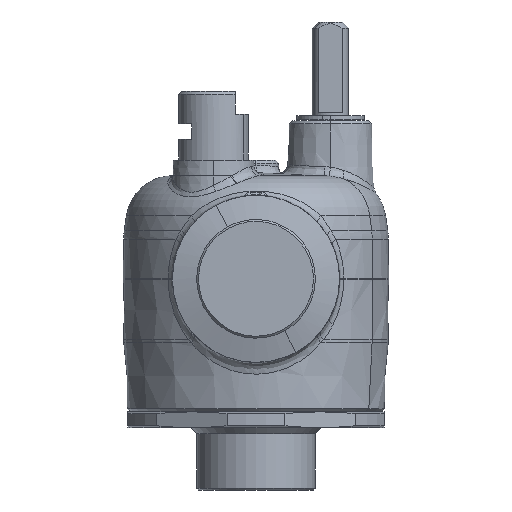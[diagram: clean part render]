
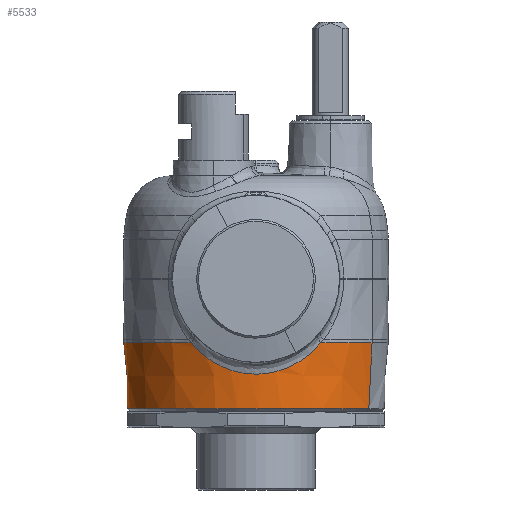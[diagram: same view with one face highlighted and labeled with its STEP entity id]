
A CAD part, left-side view. The second image highlights one B-rep face of the part: STEP entity #5533.
In plain terms, the highlighted conical face has half-angle 3.201 degrees and reference radius 20.436 mm.
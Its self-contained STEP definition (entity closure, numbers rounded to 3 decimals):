
#2981=CARTESIAN_POINT('Vertex',(-18.444,10.385,-10.244)) ;
#3135=CARTESIAN_POINT('Control Point',(-18.444,-10.385,-10.244)) ;
#3136=CARTESIAN_POINT('Control Point',(-18.539,-10.189,-10.479)) ;
#3137=CARTESIAN_POINT('Control Point',(-18.633,-9.991,-10.703)) ;
#3138=CARTESIAN_POINT('Control Point',(-18.725,-9.792,-10.918)) ;
#3139=CARTESIAN_POINT('Control Point',(-19.036,-9.098,-11.633)) ;
#3140=CARTESIAN_POINT('Control Point',(-19.323,-8.387,-12.25)) ;
#3141=CARTESIAN_POINT('Control Point',(-19.514,-7.873,-12.646)) ;
#3142=CARTESIAN_POINT('Control Point',(-19.978,-6.511,-13.581)) ;
#3143=CARTESIAN_POINT('Control Point',(-20.339,-5.109,-14.264)) ;
#3144=CARTESIAN_POINT('Control Point',(-20.52,-4.23,-14.6)) ;
#3145=CARTESIAN_POINT('Control Point',(-20.845,-2.156,-15.193)) ;
#3146=CARTESIAN_POINT('Control Point',(-20.933,-0.052,-15.347)) ;
#3147=CARTESIAN_POINT('Control Point',(-20.904,1.152,-15.296)) ;
#3148=CARTESIAN_POINT('Control Point',(-20.724,3.157,-14.977)) ;
#3149=CARTESIAN_POINT('Control Point',(-20.33,5.123,-14.247)) ;
#3150=CARTESIAN_POINT('Control Point',(-20.138,5.905,-13.884)) ;
#3151=CARTESIAN_POINT('Control Point',(-19.732,7.296,-13.099)) ;
#3152=CARTESIAN_POINT('Control Point',(-19.226,8.645,-12.046)) ;
#3153=CARTESIAN_POINT('Control Point',(-18.982,9.236,-11.518)) ;
#3154=CARTESIAN_POINT('Control Point',(-18.72,9.817,-10.924)) ;
#3155=CARTESIAN_POINT('Control Point',(-18.444,10.385,-10.244)) ;
#3156=CARTESIAN_POINT('Vertex',(-18.444,-10.385,-10.244)) ;
#4339=CARTESIAN_POINT('Vertex',(-9.865,-18.057,-20.801)) ;
#4342=CARTESIAN_POINT('Axis2P3D Location',(0.,0.,-20.801)) ;
#4346=CARTESIAN_POINT('Vertex',(9.865,18.057,-20.801)) ;
#5488=CARTESIAN_POINT('Vertex',(10.148,18.575,-10.244)) ;
#5491=CARTESIAN_POINT('Axis2P3D Location',(0.,0.,-10.244)) ;
#5503=CARTESIAN_POINT('Axis2P3D Location',(0.,0.,-23.3)) ;
#5508=CARTESIAN_POINT('Line Origine',(-9.976,-18.261,-16.65)) ;
#5512=CARTESIAN_POINT('Vertex',(-10.148,-18.575,-10.244)) ;
#5515=CARTESIAN_POINT('Axis2P3D Location',(0.,0.,-10.244)) ;
#5520=CARTESIAN_POINT('Line Origine',(9.976,18.261,-16.65)) ;
#5510=VECTOR('Line Direction',#5509,1.) ;
#5522=VECTOR('Line Direction',#5521,1.) ;
#4343=DIRECTION('Axis2P3D Direction',(0.,0.,-1.)) ;
#5492=DIRECTION('Axis2P3D Direction',(0.,-0.,-1.)) ;
#5504=DIRECTION('Axis2P3D Direction',(-0.,-0.,1.)) ;
#5505=DIRECTION('Axis2P3D XDirection',(-0.479,-0.878,0.)) ;
#5509=DIRECTION('Vector Direction',(-0.027,-0.049,0.998)) ;
#5516=DIRECTION('Axis2P3D Direction',(-0.,0.,1.)) ;
#5521=DIRECTION('Vector Direction',(0.027,0.049,0.998)) ;
#4344=AXIS2_PLACEMENT_3D('Circle Axis2P3D',#4342,#4343,$) ;
#5493=AXIS2_PLACEMENT_3D('Circle Axis2P3D',#5491,#5492,$) ;
#5506=AXIS2_PLACEMENT_3D('Cone Axis2P3D',#5503,#5504,#5505) ;
#5517=AXIS2_PLACEMENT_3D('Circle Axis2P3D',#5515,#5516,$) ;
#5511=LINE('Line',#5508,#5510) ;
#5523=LINE('Line',#5520,#5522) ;
#4345=CIRCLE('generated circle',#4344,20.576) ;
#5494=CIRCLE('generated circle',#5493,21.167) ;
#5518=CIRCLE('generated circle',#5517,21.167) ;
#5507=CONICAL_SURFACE('Cone',#5506,20.436,0.056) ;
#3158=EDGE_CURVE('',#2982,#3157,#3134,.F.) ;
#4348=EDGE_CURVE('',#4340,#4347,#4345,.T.) ;
#5495=EDGE_CURVE('',#2982,#5489,#5494,.T.) ;
#5514=EDGE_CURVE('',#5513,#4340,#5511,.F.) ;
#5519=EDGE_CURVE('',#5513,#3157,#5518,.F.) ;
#5524=EDGE_CURVE('',#5489,#4347,#5523,.F.) ;
#5526=ORIENTED_EDGE('',*,*,#5514,.F.) ;
#5527=ORIENTED_EDGE('',*,*,#5519,.T.) ;
#5528=ORIENTED_EDGE('',*,*,#3158,.F.) ;
#5529=ORIENTED_EDGE('',*,*,#5495,.T.) ;
#5530=ORIENTED_EDGE('',*,*,#5524,.T.) ;
#5531=ORIENTED_EDGE('',*,*,#4348,.F.) ;
#5525=EDGE_LOOP('',(#5526,#5527,#5528,#5529,#5530,#5531)) ;
#2982=VERTEX_POINT('',#2981) ;
#3157=VERTEX_POINT('',#3156) ;
#4340=VERTEX_POINT('',#4339) ;
#4347=VERTEX_POINT('',#4346) ;
#5489=VERTEX_POINT('',#5488) ;
#5513=VERTEX_POINT('',#5512) ;
#5533=ADVANCED_FACE('PartBody',(#5532),#5507,.T.) ;
#3134=B_SPLINE_CURVE_WITH_KNOTS('',5,(#3135,#3136,#3137,#3138,#3139,#3140,#3141,#3142,#3143,#3144,#3145,#3146,#3147,#3148,#3149,#3150,#3151,#3152,#3153,#3154,#3155),.UNSPECIFIED.,.F.,.U.,(6,3,3,3,3,3,6),(28.342,33.817,47.326,69.267,98.594,118.307,134.167),.UNSPECIFIED.) ;
#5532=FACE_OUTER_BOUND('',#5525,.T.) ;
